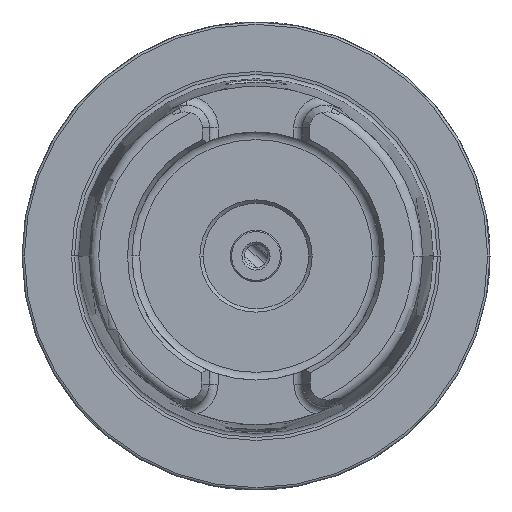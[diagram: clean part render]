
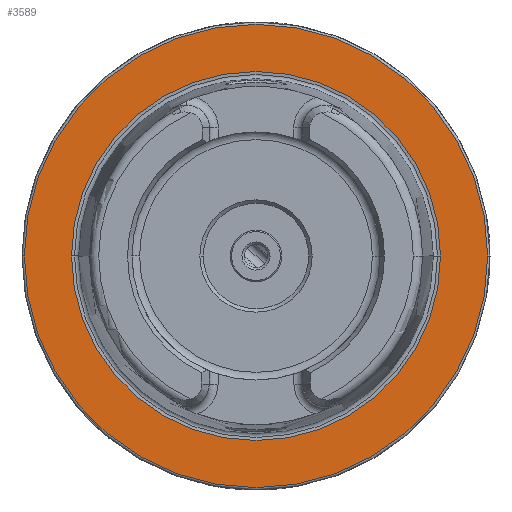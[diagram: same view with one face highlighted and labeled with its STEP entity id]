
A CAD part, left-side view. The second image highlights one B-rep face of the part: STEP entity #3589.
In plain terms, the highlighted planar face has unit normal (-1, 0, 0).
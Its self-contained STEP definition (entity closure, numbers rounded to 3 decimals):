
#591 = EDGE_LOOP ( 'NONE', ( #1900, #20587 ) ) ;
#650 = DIRECTION ( 'NONE',  ( -1., 0., 0. ) ) ;
#1351 = DIRECTION ( 'NONE',  ( -1., 0., 0. ) ) ;
#1900 = ORIENTED_EDGE ( 'NONE', *, *, #16831, .T. ) ;
#1901 = PLANE ( 'NONE',  #18358 ) ;
#2189 = VERTEX_POINT ( 'NONE', #6522 ) ;
#2641 = EDGE_CURVE ( 'NONE', #19531, #9166, #4527, .T. ) ;
#3379 = FACE_OUTER_BOUND ( 'NONE', #591, .T. ) ;
#3589 = ADVANCED_FACE ( 'NONE', ( #22121, #3379 ), #1901, .F. ) ;
#4323 = DIRECTION ( 'NONE',  ( 0., -1., 0. ) ) ;
#4527 = CIRCLE ( 'NONE', #6285, 39.414 ) ;
#5001 = CARTESIAN_POINT ( 'NONE',  ( 0., 0., 0. ) ) ;
#5389 = CIRCLE ( 'NONE', #15588, 39.414 ) ;
#5531 = ORIENTED_EDGE ( 'NONE', *, *, #19601, .F. ) ;
#6285 = AXIS2_PLACEMENT_3D ( 'NONE', #8988, #19324, #20755 ) ;
#6522 = CARTESIAN_POINT ( 'NONE',  ( 0., -49.5, 0. ) ) ;
#6818 = VERTEX_POINT ( 'NONE', #11399 ) ;
#7691 = AXIS2_PLACEMENT_3D ( 'NONE', #5001, #10091, #22128 ) ;
#8551 = CARTESIAN_POINT ( 'NONE',  ( 0., 39.414, 0. ) ) ;
#8988 = CARTESIAN_POINT ( 'NONE',  ( 0., 0., 0. ) ) ;
#9166 = VERTEX_POINT ( 'NONE', #8551 ) ;
#9530 = EDGE_CURVE ( 'NONE', #6818, #2189, #16246, .T. ) ;
#10091 = DIRECTION ( 'NONE',  ( -1., 0., 0. ) ) ;
#10537 = ORIENTED_EDGE ( 'NONE', *, *, #2641, .F. ) ;
#11181 = CIRCLE ( 'NONE', #7691, 49.5 ) ;
#11399 = CARTESIAN_POINT ( 'NONE',  ( 0., 49.5, 0. ) ) ;
#13535 = DIRECTION ( 'NONE',  ( 0., -1., 0. ) ) ;
#14498 = CARTESIAN_POINT ( 'NONE',  ( 0., 0., 0. ) ) ;
#15588 = AXIS2_PLACEMENT_3D ( 'NONE', #14498, #650, #4323 ) ;
#15599 = CARTESIAN_POINT ( 'NONE',  ( 0., 49.5, 0. ) ) ;
#15626 = CARTESIAN_POINT ( 'NONE',  ( 0., -39.414, 0. ) ) ;
#16246 = CIRCLE ( 'NONE', #22176, 49.5 ) ;
#16831 = EDGE_CURVE ( 'NONE', #2189, #6818, #11181, .T. ) ;
#17076 = DIRECTION ( 'NONE',  ( 0., 1., 0. ) ) ;
#17297 = DIRECTION ( 'NONE',  ( 1., 0., 0. ) ) ;
#18358 = AXIS2_PLACEMENT_3D ( 'NONE', #15599, #17297, #17076 ) ;
#19324 = DIRECTION ( 'NONE',  ( -1., 0., 0. ) ) ;
#19531 = VERTEX_POINT ( 'NONE', #15626 ) ;
#19601 = EDGE_CURVE ( 'NONE', #9166, #19531, #5389, .T. ) ;
#20140 = CARTESIAN_POINT ( 'NONE',  ( 0., 0., 0. ) ) ;
#20587 = ORIENTED_EDGE ( 'NONE', *, *, #9530, .T. ) ;
#20755 = DIRECTION ( 'NONE',  ( 0., -1., 0. ) ) ;
#21849 = EDGE_LOOP ( 'NONE', ( #10537, #5531 ) ) ;
#22121 = FACE_BOUND ( 'NONE', #21849, .T. ) ;
#22128 = DIRECTION ( 'NONE',  ( 0., -1., 0. ) ) ;
#22176 = AXIS2_PLACEMENT_3D ( 'NONE', #20140, #1351, #13535 ) ;
